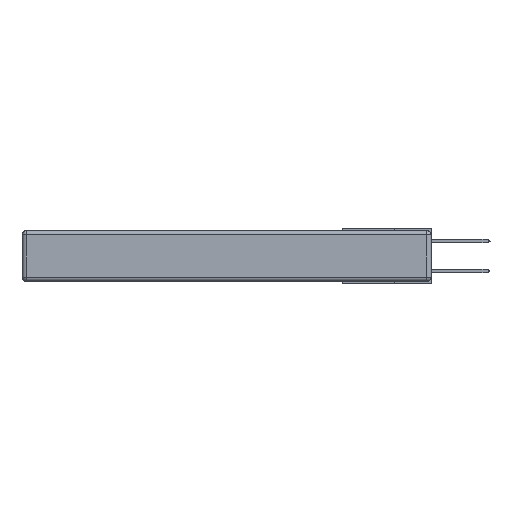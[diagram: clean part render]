
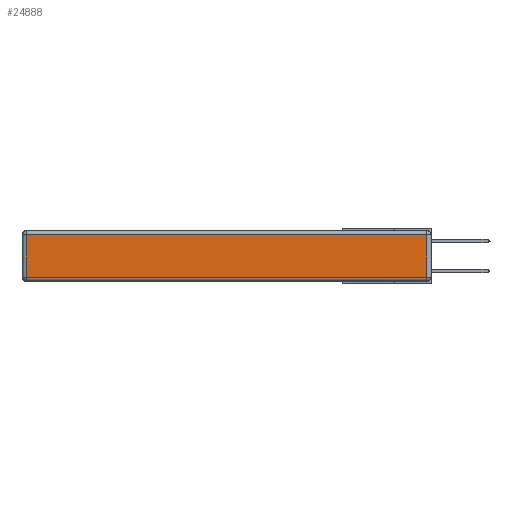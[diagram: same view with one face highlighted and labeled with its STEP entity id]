
A CAD part, left-side view. The second image highlights one B-rep face of the part: STEP entity #24888.
In plain terms, the highlighted planar face has unit normal (-1, 0, 0).
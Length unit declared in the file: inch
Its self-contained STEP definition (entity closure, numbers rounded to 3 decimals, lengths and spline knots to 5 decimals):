
#1464 = VERTEX_POINT ( 'NONE', #10215 ) ;
#2882 = FACE_OUTER_BOUND ( 'NONE', #15685, .T. ) ;
#3296 = ORIENTED_EDGE ( 'NONE', *, *, #17466, .T. ) ;
#6289 = CARTESIAN_POINT ( 'NONE',  ( 0., 0.03, -0.343 ) ) ;
#6412 = CARTESIAN_POINT ( 'NONE',  ( 0., 2.72, -0.343 ) ) ;
#6972 = EDGE_CURVE ( 'NONE', #1464, #21138, #30932, .T. ) ;
#7026 = LINE ( 'NONE', #6412, #28827 ) ;
#9895 = VECTOR ( 'NONE', #31563, 39.37008 ) ;
#10215 = CARTESIAN_POINT ( 'NONE',  ( 0., 0.03, -0.313 ) ) ;
#10648 = CARTESIAN_POINT ( 'NONE',  ( 0., 0., -0.343 ) ) ;
#10667 = AXIS2_PLACEMENT_3D ( 'NONE', #10648, #30963, #20921 ) ;
#11026 = DIRECTION ( 'NONE',  ( 0., -1., 0. ) ) ;
#11685 = EDGE_CURVE ( 'NONE', #12879, #1464, #28810, .T. ) ;
#12879 = VERTEX_POINT ( 'NONE', #21759 ) ;
#12934 = VECTOR ( 'NONE', #11026, 39.37008 ) ;
#15685 = EDGE_LOOP ( 'NONE', ( #26733, #22988, #31828, #3296 ) ) ;
#15899 = PLANE ( 'NONE',  #10667 ) ;
#17194 = VECTOR ( 'NONE', #21593, 39.37008 ) ;
#17466 = EDGE_CURVE ( 'NONE', #30117, #12879, #7026, .T. ) ;
#19506 = CARTESIAN_POINT ( 'NONE',  ( 0., 2.75, -0.03 ) ) ;
#20921 = DIRECTION ( 'NONE',  ( 0., 0., 1. ) ) ;
#21065 = CARTESIAN_POINT ( 'NONE',  ( 0., 0., -0.313 ) ) ;
#21075 = CARTESIAN_POINT ( 'NONE',  ( 0., 0.03, -0.03 ) ) ;
#21138 = VERTEX_POINT ( 'NONE', #21075 ) ;
#21593 = DIRECTION ( 'NONE',  ( 0., 1., 0. ) ) ;
#21759 = CARTESIAN_POINT ( 'NONE',  ( 0., 2.72, -0.313 ) ) ;
#22988 = ORIENTED_EDGE ( 'NONE', *, *, #6972, .T. ) ;
#23876 = CARTESIAN_POINT ( 'NONE',  ( 0., 2.72, -0.03 ) ) ;
#23937 = LINE ( 'NONE', #19506, #17194 ) ;
#24502 = EDGE_CURVE ( 'NONE', #21138, #30117, #23937, .T. ) ;
#24888 = ADVANCED_FACE ( 'NONE', ( #2882 ), #15899, .T. ) ;
#26733 = ORIENTED_EDGE ( 'NONE', *, *, #11685, .T. ) ;
#27668 = DIRECTION ( 'NONE',  ( 0., 0., -1. ) ) ;
#28810 = LINE ( 'NONE', #21065, #12934 ) ;
#28827 = VECTOR ( 'NONE', #27668, 39.37008 ) ;
#30117 = VERTEX_POINT ( 'NONE', #23876 ) ;
#30932 = LINE ( 'NONE', #6289, #9895 ) ;
#30963 = DIRECTION ( 'NONE',  ( -1., 0., 0. ) ) ;
#31563 = DIRECTION ( 'NONE',  ( 0., 0., 1. ) ) ;
#31828 = ORIENTED_EDGE ( 'NONE', *, *, #24502, .T. ) ;
